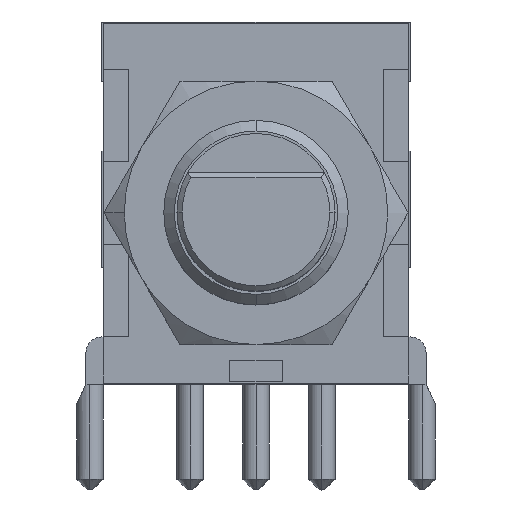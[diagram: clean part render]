
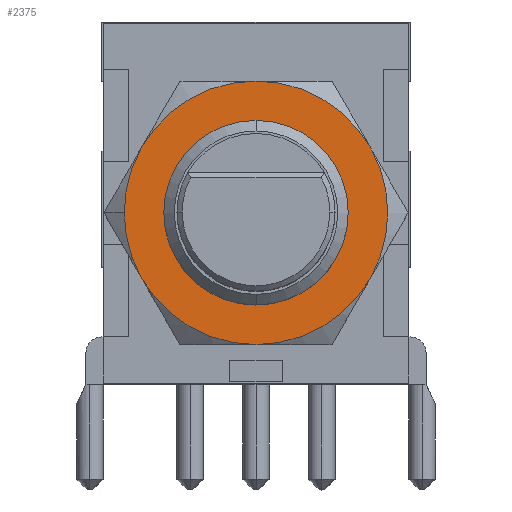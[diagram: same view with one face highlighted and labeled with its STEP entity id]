
A CAD part, top view. The second image highlights one B-rep face of the part: STEP entity #2375.
In plain terms, the highlighted planar face has unit normal (0, 0, 1).
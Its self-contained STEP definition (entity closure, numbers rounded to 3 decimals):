
#4 = EDGE_LOOP ( 'NONE', ( #3918, #3792, #2188, #5519, #5581, #322, #5786 ) ) ;
#62 = CARTESIAN_POINT ( 'NONE',  ( 0., -0.375, 10.5 ) ) ;
#95 = EDGE_CURVE ( 'NONE', #1210, #1014, #5046, .T. ) ;
#127 = FACE_BOUND ( 'NONE', #4368, .T. ) ;
#171 = CIRCLE ( 'NONE', #1343, 3.5 ) ;
#172 = AXIS2_PLACEMENT_3D ( 'NONE', #544, #6092, #575 ) ;
#322 = ORIENTED_EDGE ( 'NONE', *, *, #5213, .T. ) ;
#413 = VERTEX_POINT ( 'NONE', #2532 ) ;
#434 = DIRECTION ( 'NONE',  ( 1., 0., 0. ) ) ;
#516 = DIRECTION ( 'NONE',  ( -1., 0., 0. ) ) ;
#544 = CARTESIAN_POINT ( 'NONE',  ( 0., -0.375, 10.5 ) ) ;
#575 = DIRECTION ( 'NONE',  ( -1., 0., 0. ) ) ;
#589 = PLANE ( 'NONE',  #2579 ) ;
#599 = CARTESIAN_POINT ( 'NONE',  ( 0., -0.375, 10.5 ) ) ;
#734 = DIRECTION ( 'NONE',  ( 0., 0., 1. ) ) ;
#812 = CARTESIAN_POINT ( 'NONE',  ( -5., -0.375, 10.5 ) ) ;
#831 = CARTESIAN_POINT ( 'NONE',  ( 0., 4.625, 10.5 ) ) ;
#915 = CIRCLE ( 'NONE', #6104, 5. ) ;
#1000 = VERTEX_POINT ( 'NONE', #3113 ) ;
#1014 = VERTEX_POINT ( 'NONE', #1545 ) ;
#1025 = DIRECTION ( 'NONE',  ( 0., 0., 1. ) ) ;
#1055 = CARTESIAN_POINT ( 'NONE',  ( 0., -0.375, 10.5 ) ) ;
#1100 = AXIS2_PLACEMENT_3D ( 'NONE', #2538, #3612, #5625 ) ;
#1170 = FACE_OUTER_BOUND ( 'NONE', #4, .T. ) ;
#1210 = VERTEX_POINT ( 'NONE', #831 ) ;
#1328 = CARTESIAN_POINT ( 'NONE',  ( 4.33, 2.125, 10.5 ) ) ;
#1343 = AXIS2_PLACEMENT_3D ( 'NONE', #599, #3474, #434 ) ;
#1449 = CIRCLE ( 'NONE', #5144, 5. ) ;
#1454 = DIRECTION ( 'NONE',  ( -1., 0., 0. ) ) ;
#1545 = CARTESIAN_POINT ( 'NONE',  ( -4.33, 2.125, 10.5 ) ) ;
#1649 = DIRECTION ( 'NONE',  ( 0., 0., 1. ) ) ;
#1656 = VERTEX_POINT ( 'NONE', #4889 ) ;
#1718 = ORIENTED_EDGE ( 'NONE', *, *, #1916, .F. ) ;
#1913 = DIRECTION ( 'NONE',  ( 0., 0., 1. ) ) ;
#1916 = EDGE_CURVE ( 'NONE', #1656, #413, #2786, .T. ) ;
#1951 = CARTESIAN_POINT ( 'NONE',  ( 0., -0.375, 10.5 ) ) ;
#2092 = DIRECTION ( 'NONE',  ( 1., 0., 0. ) ) ;
#2188 = ORIENTED_EDGE ( 'NONE', *, *, #3338, .T. ) ;
#2375 = ADVANCED_FACE ( 'NONE', ( #127, #1170 ), #589, .T. ) ;
#2532 = CARTESIAN_POINT ( 'NONE',  ( -3.5, -0.375, 10.5 ) ) ;
#2538 = CARTESIAN_POINT ( 'NONE',  ( 0., -0.375, 10.5 ) ) ;
#2546 = DIRECTION ( 'NONE',  ( -1., 0., 0. ) ) ;
#2579 = AXIS2_PLACEMENT_3D ( 'NONE', #62, #4163, #2092 ) ;
#2656 = DIRECTION ( 'NONE',  ( 0., 0., 1. ) ) ;
#2659 = CARTESIAN_POINT ( 'NONE',  ( 4.33, -2.875, 10.5 ) ) ;
#2786 = CIRCLE ( 'NONE', #1100, 3.5 ) ;
#3037 = VERTEX_POINT ( 'NONE', #1328 ) ;
#3094 = VERTEX_POINT ( 'NONE', #5498 ) ;
#3113 = CARTESIAN_POINT ( 'NONE',  ( 0., -5.375, 10.5 ) ) ;
#3338 = EDGE_CURVE ( 'NONE', #5315, #3094, #5013, .T. ) ;
#3343 = CIRCLE ( 'NONE', #4179, 5. ) ;
#3474 = DIRECTION ( 'NONE',  ( 0., 0., 1. ) ) ;
#3612 = DIRECTION ( 'NONE',  ( 0., 0., 1. ) ) ;
#3792 = ORIENTED_EDGE ( 'NONE', *, *, #4171, .T. ) ;
#3918 = ORIENTED_EDGE ( 'NONE', *, *, #95, .T. ) ;
#3961 = AXIS2_PLACEMENT_3D ( 'NONE', #5918, #5862, #4894 ) ;
#4036 = CARTESIAN_POINT ( 'NONE',  ( 0., -0.375, 10.5 ) ) ;
#4060 = CARTESIAN_POINT ( 'NONE',  ( 0., -0.375, 10.5 ) ) ;
#4163 = DIRECTION ( 'NONE',  ( 0., 0., 1. ) ) ;
#4171 = EDGE_CURVE ( 'NONE', #1014, #5315, #3343, .T. ) ;
#4179 = AXIS2_PLACEMENT_3D ( 'NONE', #4036, #1025, #1454 ) ;
#4265 = EDGE_CURVE ( 'NONE', #3094, #1000, #915, .T. ) ;
#4347 = EDGE_CURVE ( 'NONE', #1000, #4640, #5140, .T. ) ;
#4368 = EDGE_LOOP ( 'NONE', ( #1718, #4398 ) ) ;
#4398 = ORIENTED_EDGE ( 'NONE', *, *, #5039, .F. ) ;
#4640 = VERTEX_POINT ( 'NONE', #2659 ) ;
#4889 = CARTESIAN_POINT ( 'NONE',  ( 3.5, -0.375, 10.5 ) ) ;
#4894 = DIRECTION ( 'NONE',  ( -1., 0., 0. ) ) ;
#4966 = AXIS2_PLACEMENT_3D ( 'NONE', #1055, #1649, #2546 ) ;
#5013 = CIRCLE ( 'NONE', #3961, 5. ) ;
#5039 = EDGE_CURVE ( 'NONE', #413, #1656, #171, .T. ) ;
#5046 = CIRCLE ( 'NONE', #6520, 5. ) ;
#5140 = CIRCLE ( 'NONE', #172, 5. ) ;
#5144 = AXIS2_PLACEMENT_3D ( 'NONE', #6067, #2656, #516 ) ;
#5213 = EDGE_CURVE ( 'NONE', #4640, #3037, #1449, .T. ) ;
#5315 = VERTEX_POINT ( 'NONE', #812 ) ;
#5498 = CARTESIAN_POINT ( 'NONE',  ( -4.33, -2.875, 10.5 ) ) ;
#5519 = ORIENTED_EDGE ( 'NONE', *, *, #4265, .T. ) ;
#5541 = EDGE_CURVE ( 'NONE', #3037, #1210, #6342, .T. ) ;
#5563 = DIRECTION ( 'NONE',  ( -1., 0., 0. ) ) ;
#5581 = ORIENTED_EDGE ( 'NONE', *, *, #4347, .T. ) ;
#5602 = DIRECTION ( 'NONE',  ( -1., 0., 0. ) ) ;
#5625 = DIRECTION ( 'NONE',  ( 1., 0., 0. ) ) ;
#5786 = ORIENTED_EDGE ( 'NONE', *, *, #5541, .T. ) ;
#5862 = DIRECTION ( 'NONE',  ( 0., 0., 1. ) ) ;
#5918 = CARTESIAN_POINT ( 'NONE',  ( 0., -0.375, 10.5 ) ) ;
#6067 = CARTESIAN_POINT ( 'NONE',  ( 0., -0.375, 10.5 ) ) ;
#6092 = DIRECTION ( 'NONE',  ( 0., 0., 1. ) ) ;
#6104 = AXIS2_PLACEMENT_3D ( 'NONE', #4060, #734, #5602 ) ;
#6342 = CIRCLE ( 'NONE', #4966, 5. ) ;
#6520 = AXIS2_PLACEMENT_3D ( 'NONE', #1951, #1913, #5563 ) ;
